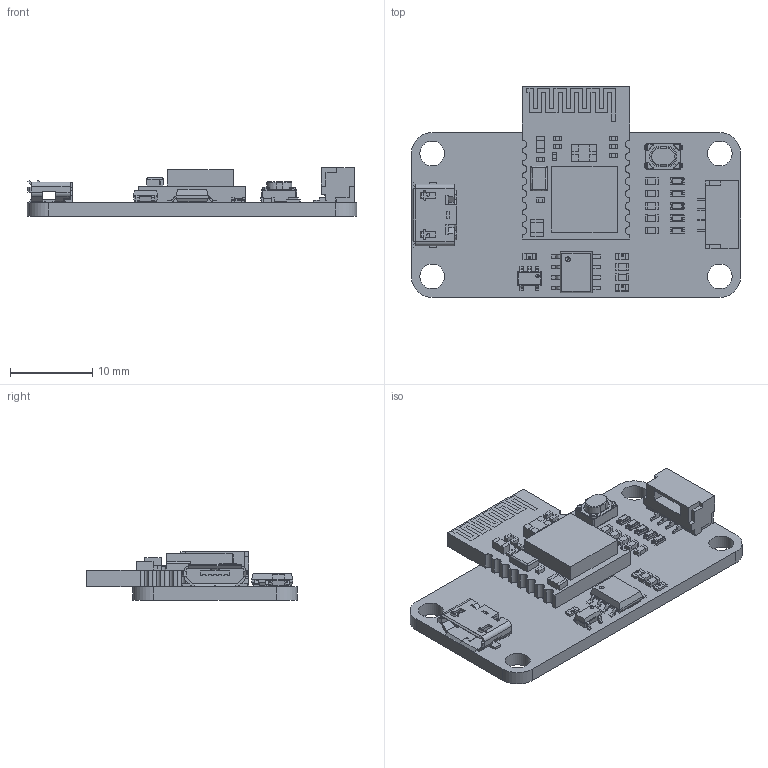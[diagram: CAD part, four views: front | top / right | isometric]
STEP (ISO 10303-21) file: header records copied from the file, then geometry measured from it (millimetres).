
FILE_DESCRIPTION(('Open CASCADE Model'),'2;1');
FILE_NAME('Open CASCADE Shape Model','2022-01-17T22:54:42',('Author'),( 'Open CASCADE'),'Open CASCADE STEP processor 6.8','Open CASCADE 6.8' ,'Unknown');
FILE_SCHEMA(('AUTOMOTIVE_DESIGN { 1 0 10303 214 1 1 1 1 }'));
Length unit declared in the file: millimetre
Products named in the file (40): PCB; Board; Open CASCADE STEP translator 6.8 1.1.1; P1; JST_GH_SM04B-GHS-TB_1x04-1MP_P1.25mm_Horizontal; U2; SOT23-5; U1; User_Library-sop-8; S1; SKRPABE010; R7; 7558911808; term1; term2; body; R6; R5; R4; R3; R2; R1; P2; Micro_USB; D5; LED_0603_BLUE; D4; LED_0603_WHITE; D3; LED_0603_YELLOW; D2; LED_0603_RED; D1; LED_0603_GREEN; C3; User_Library-0603_SMD_Capacitor; C2; C1; BLE1; HC-09
Assembly tree (47 placements, depth 4):
  PCB
    Board
      Open CASCADE STEP translator 6.8 1.1.1
    P1
      JST_GH_SM04B-GHS-TB_1x04-1MP_P1.25mm_Horizontal
    U2
      SOT23-5
    U1
      User_Library-sop-8
    S1
      SKRPABE010
    R7
      7558911808
        term1
        term2
        body
    R6
      7558911808
        term1
        term2
        body
    R5
      7558911808
        term1
        term2
        body
    R4
      7558911808
        term1
        term2
        body
    R3
      7558911808
        term1
        term2
        body
    R2
      7558911808
        term1
        term2
        body
    R1
      7558911808
        term1
        term2
        body
    P2
      Micro_USB
    D5
      LED_0603_BLUE
    D4
      LED_0603_WHITE
    D3
      LED_0603_YELLOW
    D2
      LED_0603_RED
    D1
      LED_0603_GREEN
    C3
      User_Library-0603_SMD_Capacitor
Bounding box: 40 x 25.58 x 5.94 mm (x, y, z)
Volume: 2110.8 mm3; surface area: 3323.4 mm2
Topology: 36 solids, 36 shells, 1903 faces, 4986 edges, 3108 vertices
Faces by surface type: plane 1289, cylinder 363, bspline 155, sphere 94, torus 2
Full cylindrical faces by diameter (mm): 0.55 x2, 3 x4
Entity records: 60540 total; most frequent: CARTESIAN_POINT 12186, ORIENTED_EDGE 8552, DIRECTION 7932, EDGE_CURVE 4276, LINE 3440, VECTOR 3440, VERTEX_POINT 2712, AXIS2_PLACEMENT_3D 2246
